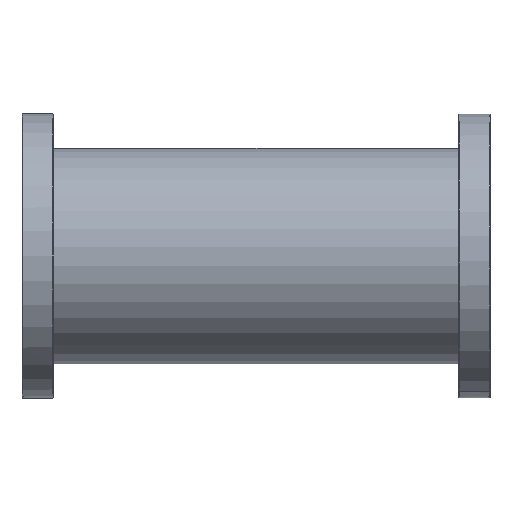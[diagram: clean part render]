
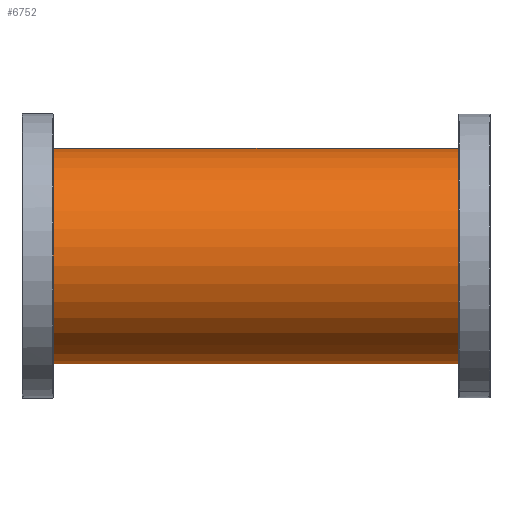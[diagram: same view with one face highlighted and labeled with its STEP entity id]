
A CAD part, left-side view. The second image highlights one B-rep face of the part: STEP entity #6752.
In plain terms, the highlighted cylindrical face has radius 77 mm (diameter 154 mm), a partial arc.
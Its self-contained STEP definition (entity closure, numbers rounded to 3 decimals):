
#159 = DIRECTION ( 'NONE',  ( 0., 0., -1. ) ) ;
#986 = VERTEX_POINT ( 'NONE', #8752 ) ;
#1114 = EDGE_CURVE ( 'NONE', #7156, #4964, #1549, .T. ) ;
#1549 = CIRCLE ( 'NONE', #2846, 77. ) ;
#1803 = LINE ( 'NONE', #3132, #9126 ) ;
#1898 = CARTESIAN_POINT ( 'NONE',  ( -154., 0., -77. ) ) ;
#2083 = ORIENTED_EDGE ( 'NONE', *, *, #1114, .T. ) ;
#2214 = DIRECTION ( 'NONE',  ( 1., 0., 0. ) ) ;
#2265 = ORIENTED_EDGE ( 'NONE', *, *, #8274, .T. ) ;
#2405 = DIRECTION ( 'NONE',  ( -1., 0., 0. ) ) ;
#2429 = DIRECTION ( 'NONE',  ( -1., 0., 0. ) ) ;
#2846 = AXIS2_PLACEMENT_3D ( 'NONE', #8918, #4524, #159 ) ;
#3119 = CARTESIAN_POINT ( 'NONE',  ( 154., 0., 0. ) ) ;
#3132 = CARTESIAN_POINT ( 'NONE',  ( 154., 0., -77. ) ) ;
#3396 = ORIENTED_EDGE ( 'NONE', *, *, #6001, .F. ) ;
#4262 = EDGE_CURVE ( 'NONE', #4879, #4964, #1803, .T. ) ;
#4524 = DIRECTION ( 'NONE',  ( 1., 0., 0. ) ) ;
#4637 = VECTOR ( 'NONE', #2429, 1000. ) ;
#4879 = VERTEX_POINT ( 'NONE', #8282 ) ;
#4927 = CIRCLE ( 'NONE', #8161, 77. ) ;
#4964 = VERTEX_POINT ( 'NONE', #1898 ) ;
#5295 = DIRECTION ( 'NONE',  ( 0., 0., 1. ) ) ;
#6001 = EDGE_CURVE ( 'NONE', #986, #4879, #4927, .T. ) ;
#6108 = CARTESIAN_POINT ( 'NONE',  ( -154., 0., 77. ) ) ;
#6282 = CYLINDRICAL_SURFACE ( 'NONE', #9094, 77. ) ;
#6571 = CARTESIAN_POINT ( 'NONE',  ( 154., 0., 0. ) ) ;
#6752 = ADVANCED_FACE ( 'NONE', ( #8925 ), #6282, .T. ) ;
#6756 = DIRECTION ( 'NONE',  ( -1., 0., 0. ) ) ;
#6793 = CARTESIAN_POINT ( 'NONE',  ( 154., 0., 77. ) ) ;
#7156 = VERTEX_POINT ( 'NONE', #6108 ) ;
#7265 = EDGE_LOOP ( 'NONE', ( #8326, #3396, #2265, #2083 ) ) ;
#7326 = DIRECTION ( 'NONE',  ( 0., 0., -1. ) ) ;
#8161 = AXIS2_PLACEMENT_3D ( 'NONE', #6571, #2214, #7326 ) ;
#8274 = EDGE_CURVE ( 'NONE', #986, #7156, #8525, .T. ) ;
#8282 = CARTESIAN_POINT ( 'NONE',  ( 154., 0., -77. ) ) ;
#8326 = ORIENTED_EDGE ( 'NONE', *, *, #4262, .F. ) ;
#8525 = LINE ( 'NONE', #6793, #4637 ) ;
#8752 = CARTESIAN_POINT ( 'NONE',  ( 154., 0., 77. ) ) ;
#8918 = CARTESIAN_POINT ( 'NONE',  ( -154., 0., 0. ) ) ;
#8925 = FACE_OUTER_BOUND ( 'NONE', #7265, .T. ) ;
#9094 = AXIS2_PLACEMENT_3D ( 'NONE', #3119, #6756, #5295 ) ;
#9126 = VECTOR ( 'NONE', #2405, 1000. ) ;
